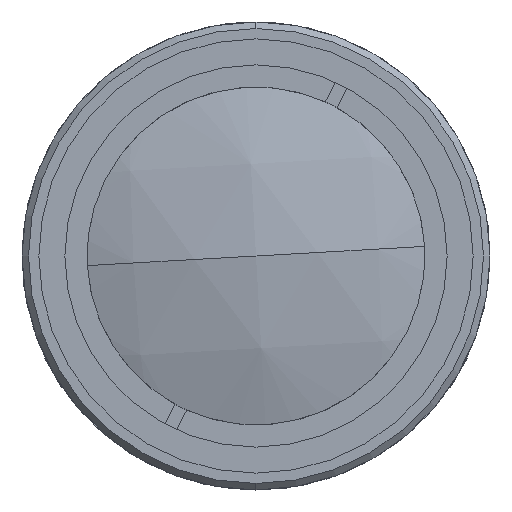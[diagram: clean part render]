
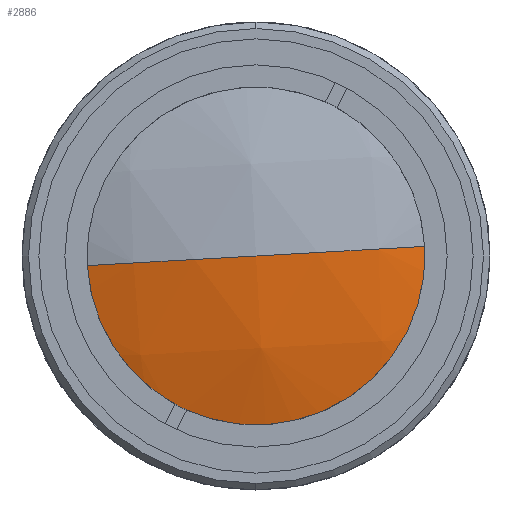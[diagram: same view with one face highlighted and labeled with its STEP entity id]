
A CAD part, left-side view. The second image highlights one B-rep face of the part: STEP entity #2886.
In plain terms, the highlighted spherical face has radius 43.203 mm.
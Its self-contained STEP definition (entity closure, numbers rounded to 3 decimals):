
#375 = CARTESIAN_POINT ( 'NONE',  ( 52.203, 0., 0. ) ) ;
#556 = AXIS2_PLACEMENT_3D ( 'NONE', #2269, #1462, #3889 ) ;
#599 = CIRCLE ( 'NONE', #1192, 43.203 ) ;
#617 = ORIENTED_EDGE ( 'NONE', *, *, #2797, .T. ) ;
#647 = VERTEX_POINT ( 'NONE', #4482 ) ;
#648 = VERTEX_POINT ( 'NONE', #2691 ) ;
#1022 = VERTEX_POINT ( 'NONE', #4297 ) ;
#1192 = AXIS2_PLACEMENT_3D ( 'NONE', #3196, #2527, #4277 ) ;
#1394 = FACE_OUTER_BOUND ( 'NONE', #2145, .T. ) ;
#1462 = DIRECTION ( 'NONE',  ( 0., 0.057, 0.998 ) ) ;
#2036 = CIRCLE ( 'NONE', #4480, 14. ) ;
#2145 = EDGE_LOOP ( 'NONE', ( #617, #2978, #2629 ) ) ;
#2177 = AXIS2_PLACEMENT_3D ( 'NONE', #375, #2423, #3803 ) ;
#2247 = CIRCLE ( 'NONE', #556, 43.203 ) ;
#2269 = CARTESIAN_POINT ( 'NONE',  ( 52.203, 0., 0. ) ) ;
#2423 = DIRECTION ( 'NONE',  ( 0., -0.057, -0.998 ) ) ;
#2527 = DIRECTION ( 'NONE',  ( 0., -0.057, -0.998 ) ) ;
#2629 = ORIENTED_EDGE ( 'NONE', *, *, #2640, .F. ) ;
#2640 = EDGE_CURVE ( 'NONE', #647, #1022, #2247, .T. ) ;
#2691 = CARTESIAN_POINT ( 'NONE',  ( 11.331, -13.977, 0.794 ) ) ;
#2767 = DIRECTION ( 'NONE',  ( -1., 0., 0. ) ) ;
#2797 = EDGE_CURVE ( 'NONE', #647, #648, #2036, .T. ) ;
#2886 = ADVANCED_FACE ( 'NONE', ( #1394 ), #4185, .T. ) ;
#2978 = ORIENTED_EDGE ( 'NONE', *, *, #4422, .T. ) ;
#3196 = CARTESIAN_POINT ( 'NONE',  ( 52.203, 0., 0. ) ) ;
#3803 = DIRECTION ( 'NONE',  ( 0., 0.998, -0.057 ) ) ;
#3889 = DIRECTION ( 'NONE',  ( 0., -0.998, 0.057 ) ) ;
#4142 = DIRECTION ( 'NONE',  ( 0., 0.057, 0.998 ) ) ;
#4185 = SPHERICAL_SURFACE ( 'NONE', #2177, 43.203 ) ;
#4277 = DIRECTION ( 'NONE',  ( 0., 0.998, -0.057 ) ) ;
#4297 = CARTESIAN_POINT ( 'NONE',  ( 9., 0., 0. ) ) ;
#4348 = CARTESIAN_POINT ( 'NONE',  ( 11.331, 0., 0. ) ) ;
#4422 = EDGE_CURVE ( 'NONE', #648, #1022, #599, .T. ) ;
#4480 = AXIS2_PLACEMENT_3D ( 'NONE', #4348, #2767, #4142 ) ;
#4482 = CARTESIAN_POINT ( 'NONE',  ( 11.331, 13.977, -0.794 ) ) ;
